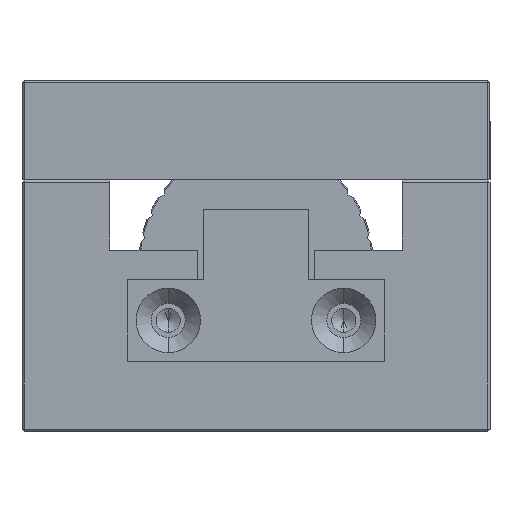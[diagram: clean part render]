
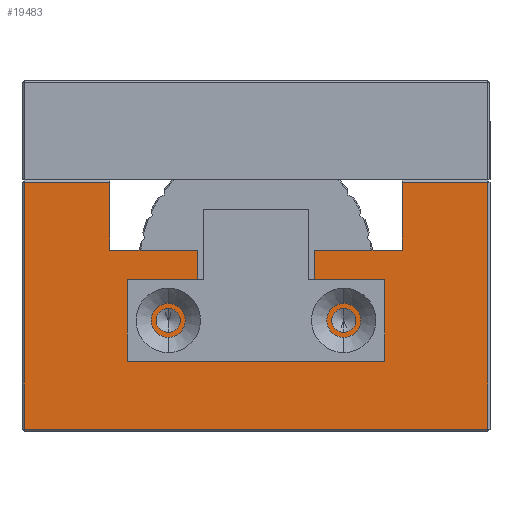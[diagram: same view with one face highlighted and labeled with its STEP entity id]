
A CAD part, front view. The second image highlights one B-rep face of the part: STEP entity #19483.
In plain terms, the highlighted planar face has unit normal (0, -1, 0).
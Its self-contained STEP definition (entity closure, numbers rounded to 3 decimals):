
#322 = EDGE_CURVE ( 'NONE', #24252, #26171, #20000, .T. ) ;
#637 = AXIS2_PLACEMENT_3D ( 'NONE', #11994, #12088, #14223 ) ;
#681 = CARTESIAN_POINT ( 'NONE',  ( -7.5, -40., 10.525 ) ) ;
#926 = FACE_BOUND ( 'NONE', #1117, .T. ) ;
#1117 = EDGE_LOOP ( 'NONE', ( #4582, #3699 ) ) ;
#1162 = VERTEX_POINT ( 'NONE', #7128 ) ;
#1251 = ORIENTED_EDGE ( 'NONE', *, *, #18160, .F. ) ;
#1524 = LINE ( 'NONE', #6066, #23343 ) ;
#1577 = FACE_BOUND ( 'NONE', #25208, .T. ) ;
#1601 = EDGE_CURVE ( 'NONE', #13607, #18134, #24176, .T. ) ;
#2206 = VECTOR ( 'NONE', #22325, 1000. ) ;
#2383 = ORIENTED_EDGE ( 'NONE', *, *, #8187, .F. ) ;
#2559 = VERTEX_POINT ( 'NONE', #21951 ) ;
#2757 = ORIENTED_EDGE ( 'NONE', *, *, #12738, .T. ) ;
#2810 = DIRECTION ( 'NONE',  ( 0., 0., -1. ) ) ;
#2943 = VERTEX_POINT ( 'NONE', #10682 ) ;
#3249 = VECTOR ( 'NONE', #7685, 1000. ) ;
#3374 = CARTESIAN_POINT ( 'NONE',  ( 12.5, -40., 10.75 ) ) ;
#3699 = ORIENTED_EDGE ( 'NONE', *, *, #1601, .F. ) ;
#3730 = ORIENTED_EDGE ( 'NONE', *, *, #15580, .F. ) ;
#3980 = CARTESIAN_POINT ( 'NONE',  ( 0., -40., 15.5 ) ) ;
#4582 = ORIENTED_EDGE ( 'NONE', *, *, #8434, .F. ) ;
#5256 = AXIS2_PLACEMENT_3D ( 'NONE', #7444, #5422, #20213 ) ;
#5422 = DIRECTION ( 'NONE',  ( 0., 1., 0. ) ) ;
#5569 = VECTOR ( 'NONE', #6260, 1000. ) ;
#5963 = CARTESIAN_POINT ( 'NONE',  ( -5., -40., 10.75 ) ) ;
#6066 = CARTESIAN_POINT ( 'NONE',  ( 0., -40., 21.3 ) ) ;
#6097 = DIRECTION ( 'NONE',  ( 1., 0., 0. ) ) ;
#6185 = EDGE_LOOP ( 'NONE', ( #15446, #10114, #9775, #2757, #12450, #16050, #25554, #17498, #15309, #1251, #10923, #3730 ) ) ;
#6260 = DIRECTION ( 'NONE',  ( 1., 0., 0. ) ) ;
#7128 = CARTESIAN_POINT ( 'NONE',  ( 5., -40., 10. ) ) ;
#7181 = ORIENTED_EDGE ( 'NONE', *, *, #7391, .F. ) ;
#7391 = EDGE_CURVE ( 'NONE', #22146, #24376, #11655, .T. ) ;
#7444 = CARTESIAN_POINT ( 'NONE',  ( -19.8, -40., 0.2 ) ) ;
#7596 = CARTESIAN_POINT ( 'NONE',  ( 0., -40., 10. ) ) ;
#7685 = DIRECTION ( 'NONE',  ( 1., 0., 0. ) ) ;
#7782 = LINE ( 'NONE', #11188, #18415 ) ;
#8187 = EDGE_CURVE ( 'NONE', #24376, #22146, #11580, .T. ) ;
#8287 = CARTESIAN_POINT ( 'NONE',  ( 19.8, -40., 0.2 ) ) ;
#8355 = CARTESIAN_POINT ( 'NONE',  ( 0., -40., 15.5 ) ) ;
#8434 = EDGE_CURVE ( 'NONE', #18134, #13607, #18543, .T. ) ;
#8778 = CARTESIAN_POINT ( 'NONE',  ( 7.5, -40., 9.5 ) ) ;
#9165 = EDGE_CURVE ( 'NONE', #27217, #22130, #1524, .T. ) ;
#9317 = CARTESIAN_POINT ( 'NONE',  ( -12.5, -40., 21.3 ) ) ;
#9737 = DIRECTION ( 'NONE',  ( 0., -1., 0. ) ) ;
#9775 = ORIENTED_EDGE ( 'NONE', *, *, #27348, .F. ) ;
#9964 = DIRECTION ( 'NONE',  ( 0., 0., -1. ) ) ;
#10114 = ORIENTED_EDGE ( 'NONE', *, *, #322, .T. ) ;
#10294 = CARTESIAN_POINT ( 'NONE',  ( 7.5, -40., 9.5 ) ) ;
#10682 = CARTESIAN_POINT ( 'NONE',  ( -5., -40., 15.5 ) ) ;
#10916 = DIRECTION ( 'NONE',  ( 0., 0., -1. ) ) ;
#10923 = ORIENTED_EDGE ( 'NONE', *, *, #20068, .F. ) ;
#11188 = CARTESIAN_POINT ( 'NONE',  ( 19.8, -40., 10.75 ) ) ;
#11391 = CARTESIAN_POINT ( 'NONE',  ( 12.5, -40., 21.3 ) ) ;
#11580 = CIRCLE ( 'NONE', #17919, 1.025 ) ;
#11652 = CARTESIAN_POINT ( 'NONE',  ( -7.5, -40., 8.475 ) ) ;
#11655 = CIRCLE ( 'NONE', #637, 1.025 ) ;
#11770 = LINE ( 'NONE', #5963, #18092 ) ;
#11994 = CARTESIAN_POINT ( 'NONE',  ( -7.5, -40., 9.5 ) ) ;
#12088 = DIRECTION ( 'NONE',  ( 0., -1., 0. ) ) ;
#12137 = FACE_OUTER_BOUND ( 'NONE', #6185, .T. ) ;
#12149 = CARTESIAN_POINT ( 'NONE',  ( -7.5, -40., 9.5 ) ) ;
#12317 = LINE ( 'NONE', #3374, #13649 ) ;
#12450 = ORIENTED_EDGE ( 'NONE', *, *, #18297, .F. ) ;
#12570 = VECTOR ( 'NONE', #13259, 1000. ) ;
#12612 = CARTESIAN_POINT ( 'NONE',  ( -19.8, -40., 21.3 ) ) ;
#12738 = EDGE_CURVE ( 'NONE', #27031, #18822, #14641, .T. ) ;
#13259 = DIRECTION ( 'NONE',  ( 0., 0., 1. ) ) ;
#13318 = CARTESIAN_POINT ( 'NONE',  ( 19.8, -40., 21.3 ) ) ;
#13523 = VERTEX_POINT ( 'NONE', #19174 ) ;
#13607 = VERTEX_POINT ( 'NONE', #17573 ) ;
#13649 = VECTOR ( 'NONE', #18181, 1000. ) ;
#13985 = VECTOR ( 'NONE', #26490, 1000. ) ;
#14223 = DIRECTION ( 'NONE',  ( 0., 0., -1. ) ) ;
#14278 = DIRECTION ( 'NONE',  ( 0., 0., -1. ) ) ;
#14591 = CARTESIAN_POINT ( 'NONE',  ( 5., -40., 15.5 ) ) ;
#14641 = LINE ( 'NONE', #20253, #13985 ) ;
#14798 = EDGE_CURVE ( 'NONE', #24252, #2943, #23122, .T. ) ;
#15309 = ORIENTED_EDGE ( 'NONE', *, *, #20636, .F. ) ;
#15369 = CARTESIAN_POINT ( 'NONE',  ( 7.5, -40., 8.475 ) ) ;
#15446 = ORIENTED_EDGE ( 'NONE', *, *, #14798, .F. ) ;
#15580 = EDGE_CURVE ( 'NONE', #2943, #13523, #11770, .T. ) ;
#15943 = PLANE ( 'NONE',  #5256 ) ;
#16050 = ORIENTED_EDGE ( 'NONE', *, *, #22143, .F. ) ;
#16536 = VECTOR ( 'NONE', #22413, 1000. ) ;
#17498 = ORIENTED_EDGE ( 'NONE', *, *, #25761, .F. ) ;
#17573 = CARTESIAN_POINT ( 'NONE',  ( 7.5, -40., 10.525 ) ) ;
#17919 = AXIS2_PLACEMENT_3D ( 'NONE', #12149, #26875, #14278 ) ;
#18092 = VECTOR ( 'NONE', #20754, 1000. ) ;
#18134 = VERTEX_POINT ( 'NONE', #15369 ) ;
#18160 = EDGE_CURVE ( 'NONE', #1162, #19078, #22516, .T. ) ;
#18181 = DIRECTION ( 'NONE',  ( 0., 0., 1. ) ) ;
#18182 = CARTESIAN_POINT ( 'NONE',  ( -12.5, -40., 18.5 ) ) ;
#18203 = VECTOR ( 'NONE', #6097, 1000. ) ;
#18297 = EDGE_CURVE ( 'NONE', #20675, #18822, #21487, .T. ) ;
#18415 = VECTOR ( 'NONE', #2810, 1000. ) ;
#18543 = CIRCLE ( 'NONE', #27234, 1.025 ) ;
#18822 = VERTEX_POINT ( 'NONE', #24418 ) ;
#19078 = VERTEX_POINT ( 'NONE', #14591 ) ;
#19098 = LINE ( 'NONE', #7596, #2206 ) ;
#19174 = CARTESIAN_POINT ( 'NONE',  ( -5., -40., 10. ) ) ;
#19483 = ADVANCED_FACE ( 'NONE', ( #926, #1577, #12137 ), #15943, .F. ) ;
#19749 = CARTESIAN_POINT ( 'NONE',  ( 5., -40., 10.75 ) ) ;
#20000 = LINE ( 'NONE', #18182, #24922 ) ;
#20068 = EDGE_CURVE ( 'NONE', #13523, #1162, #19098, .T. ) ;
#20213 = DIRECTION ( 'NONE',  ( 0., 0., 1. ) ) ;
#20253 = CARTESIAN_POINT ( 'NONE',  ( -19.8, -40., 10.75 ) ) ;
#20360 = CARTESIAN_POINT ( 'NONE',  ( 0., -40., 21.3 ) ) ;
#20384 = AXIS2_PLACEMENT_3D ( 'NONE', #10294, #9737, #9964 ) ;
#20636 = EDGE_CURVE ( 'NONE', #19078, #2559, #23812, .T. ) ;
#20675 = VERTEX_POINT ( 'NONE', #8287 ) ;
#20754 = DIRECTION ( 'NONE',  ( 0., 0., -1. ) ) ;
#21487 = LINE ( 'NONE', #24355, #16536 ) ;
#21951 = CARTESIAN_POINT ( 'NONE',  ( 12.5, -40., 15.5 ) ) ;
#22130 = VERTEX_POINT ( 'NONE', #13318 ) ;
#22143 = EDGE_CURVE ( 'NONE', #22130, #20675, #7782, .T. ) ;
#22146 = VERTEX_POINT ( 'NONE', #681 ) ;
#22325 = DIRECTION ( 'NONE',  ( 1., 0., 0. ) ) ;
#22413 = DIRECTION ( 'NONE',  ( -1., 0., 0. ) ) ;
#22516 = LINE ( 'NONE', #19749, #12570 ) ;
#23004 = DIRECTION ( 'NONE',  ( 1., 0., 0. ) ) ;
#23122 = LINE ( 'NONE', #8355, #5569 ) ;
#23343 = VECTOR ( 'NONE', #23004, 1000. ) ;
#23614 = DIRECTION ( 'NONE',  ( 0., -1., 0. ) ) ;
#23812 = LINE ( 'NONE', #3980, #18203 ) ;
#24176 = CIRCLE ( 'NONE', #20384, 1.025 ) ;
#24252 = VERTEX_POINT ( 'NONE', #26059 ) ;
#24355 = CARTESIAN_POINT ( 'NONE',  ( 0., -40., 0.2 ) ) ;
#24376 = VERTEX_POINT ( 'NONE', #11652 ) ;
#24402 = LINE ( 'NONE', #20360, #3249 ) ;
#24418 = CARTESIAN_POINT ( 'NONE',  ( -19.8, -40., 0.2 ) ) ;
#24519 = DIRECTION ( 'NONE',  ( 0., 0., 1. ) ) ;
#24922 = VECTOR ( 'NONE', #24519, 1000. ) ;
#25208 = EDGE_LOOP ( 'NONE', ( #2383, #7181 ) ) ;
#25554 = ORIENTED_EDGE ( 'NONE', *, *, #9165, .F. ) ;
#25761 = EDGE_CURVE ( 'NONE', #2559, #27217, #12317, .T. ) ;
#26059 = CARTESIAN_POINT ( 'NONE',  ( -12.5, -40., 15.5 ) ) ;
#26171 = VERTEX_POINT ( 'NONE', #9317 ) ;
#26490 = DIRECTION ( 'NONE',  ( 0., 0., -1. ) ) ;
#26875 = DIRECTION ( 'NONE',  ( 0., -1., 0. ) ) ;
#27031 = VERTEX_POINT ( 'NONE', #12612 ) ;
#27217 = VERTEX_POINT ( 'NONE', #11391 ) ;
#27234 = AXIS2_PLACEMENT_3D ( 'NONE', #8778, #23614, #10916 ) ;
#27348 = EDGE_CURVE ( 'NONE', #27031, #26171, #24402, .T. ) ;
